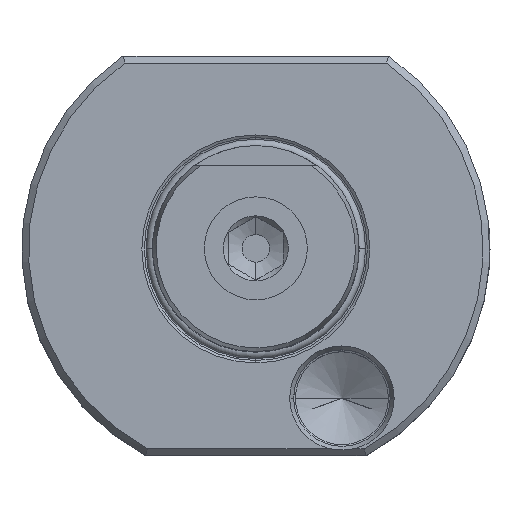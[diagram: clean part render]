
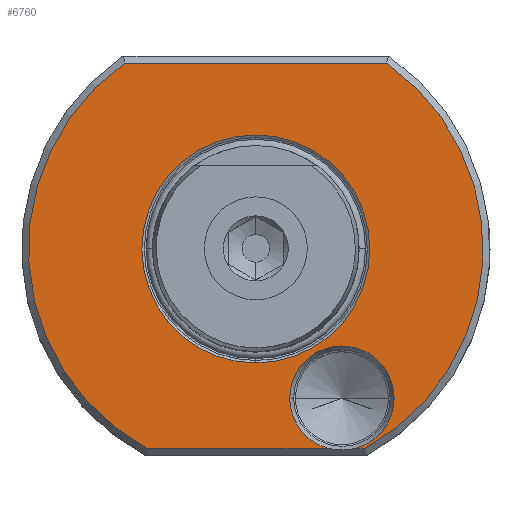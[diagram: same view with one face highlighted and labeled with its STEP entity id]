
A CAD part, top view. The second image highlights one B-rep face of the part: STEP entity #6760.
In plain terms, the highlighted planar face has unit normal (0, 0, 1).
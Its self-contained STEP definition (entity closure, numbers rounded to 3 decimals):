
#2297=CARTESIAN_POINT('',(0,0,0.5));
#2298=DIRECTION('',(0,0,1));
#2299=DIRECTION('',(0,1,0));
#2300=AXIS2_PLACEMENT_3D('',#2297,#2298,#2299);
#2302=CARTESIAN_POINT('',(0,0,0.5));
#2303=DIRECTION('',(0,0,-1));
#2304=DIRECTION('',(0,1,0));
#2305=AXIS2_PLACEMENT_3D('',#2302,#2303,#2304);
#2307=DIRECTION('',(-1,0,0));
#2308=VECTOR('',#2307,37.947);
#2309=CARTESIAN_POINT('',(18.974,27,0.5));
#2310=LINE('',#2309,#2308);
#2311=CARTESIAN_POINT('',(0,0,0.5));
#2312=DIRECTION('',(0,0,1));
#2313=DIRECTION('',(0.477,-0.879,0));
#2314=AXIS2_PLACEMENT_3D('',#2311,#2312,#2313);
#2316=DIRECTION('',(1,0,0));
#2317=VECTOR('',#2316,1.403);
#2318=CARTESIAN_POINT('',(14.345,-29,0.5));
#2319=LINE('',#2318,#2317);
#2320=CARTESIAN_POINT('',(12.5,-21.651,0.5));
#2321=DIRECTION('',(0,0,1));
#2322=DIRECTION('',(0.244,-0.97,0));
#2323=AXIS2_PLACEMENT_3D('',#2320,#2321,#2322);
#2325=CARTESIAN_POINT('',(12.5,-21.651,0.5));
#2326=DIRECTION('',(0,0,1));
#2327=DIRECTION('',(1,0,0));
#2328=AXIS2_PLACEMENT_3D('',#2325,#2326,#2327);
#2330=CARTESIAN_POINT('',(12.5,-21.651,0.5));
#2331=DIRECTION('',(0,0,1));
#2332=DIRECTION('',(-1,0,0));
#2333=AXIS2_PLACEMENT_3D('',#2330,#2331,#2332);
#2335=DIRECTION('',(1,0,0));
#2336=VECTOR('',#2335,26.403);
#2337=CARTESIAN_POINT('',(-15.748,-29,0.5));
#2338=LINE('',#2337,#2336);
#2339=CARTESIAN_POINT('',(0,0,0.5));
#2340=DIRECTION('',(0,0,1));
#2341=DIRECTION('',(-0.575,0.818,0));
#2342=AXIS2_PLACEMENT_3D('',#2339,#2340,#2341);
#2344=CARTESIAN_POINT('',(-18.974,27,0.5));
#2354=CARTESIAN_POINT('',(-15.748,-29,0.5));
#3278=CARTESIAN_POINT('',(18.974,27,0.5));
#3280=CARTESIAN_POINT('',(15.748,-29,0.5));
#3491=CARTESIAN_POINT('',(0,16.55,0.5));
#3493=VERTEX_POINT('',#3491);
#3497=CARTESIAN_POINT('',(0,-16.55,0.5));
#3499=VERTEX_POINT('',#3497);
#3695=CARTESIAN_POINT('',(20.078,-21.651,0.5));
#3696=CARTESIAN_POINT('',(4.923,-21.651,0.5));
#3697=VERTEX_POINT('',#3695);
#3698=VERTEX_POINT('',#3696);
#4143=VERTEX_POINT('',#2344);
#4147=VERTEX_POINT('',#3278);
#4153=VERTEX_POINT('',#3280);
#4155=CARTESIAN_POINT('',(14.345,-29,0.5));
#4156=VERTEX_POINT('',#4155);
#4158=VERTEX_POINT('',#2354);
#4159=CARTESIAN_POINT('',(10.655,-29,0.5));
#4160=VERTEX_POINT('',#4159);
#6733=CARTESIAN_POINT('',(0,0,0.5));
#6734=DIRECTION('',(0,0,-1));
#6735=DIRECTION('',(0,-1,0));
#6736=AXIS2_PLACEMENT_3D('',#6733,#6734,#6735);
#6737=PLANE('',#6736);
#6739=ORIENTED_EDGE('',*,*,#6738,.F.);
#6741=ORIENTED_EDGE('',*,*,#6740,.F.);
#6743=ORIENTED_EDGE('',*,*,#6742,.F.);
#6745=ORIENTED_EDGE('',*,*,#6744,.T.);
#6747=ORIENTED_EDGE('',*,*,#6746,.T.);
#6749=ORIENTED_EDGE('',*,*,#6748,.T.);
#6751=ORIENTED_EDGE('',*,*,#6750,.F.);
#6753=ORIENTED_EDGE('',*,*,#6752,.F.);
#6754=EDGE_LOOP('',(#6739,#6741,#6743,#6745,#6747,#6749,#6751,#6753));
#6755=FACE_OUTER_BOUND('',#6754,.F.);
#6756=ORIENTED_EDGE('',*,*,#6715,.T.);
#6757=ORIENTED_EDGE('',*,*,#6726,.F.);
#6758=EDGE_LOOP('',(#6756,#6757));
#6759=FACE_BOUND('',#6758,.F.);
#6760=ADVANCED_FACE('',(#6755,#6759),#6737,.F.);
#2301=CIRCLE('',#2300,16.55);
#2306=CIRCLE('',#2305,16.55);
#2315=CIRCLE('',#2314,33);
#2324=CIRCLE('',#2323,7.578);
#2329=CIRCLE('',#2328,7.578);
#2334=CIRCLE('',#2333,7.578);
#2343=CIRCLE('',#2342,33);
#6715=EDGE_CURVE('',#3493,#3499,#2301,.T.);
#6726=EDGE_CURVE('',#3493,#3499,#2306,.T.);
#6738=EDGE_CURVE('',#4147,#4143,#2310,.T.);
#6740=EDGE_CURVE('',#4153,#4147,#2315,.T.);
#6742=EDGE_CURVE('',#4156,#4153,#2319,.T.);
#6744=EDGE_CURVE('',#4156,#3697,#2324,.T.);
#6746=EDGE_CURVE('',#3697,#3698,#2329,.T.);
#6748=EDGE_CURVE('',#3698,#4160,#2334,.T.);
#6750=EDGE_CURVE('',#4158,#4160,#2338,.T.);
#6752=EDGE_CURVE('',#4143,#4158,#2343,.T.);
